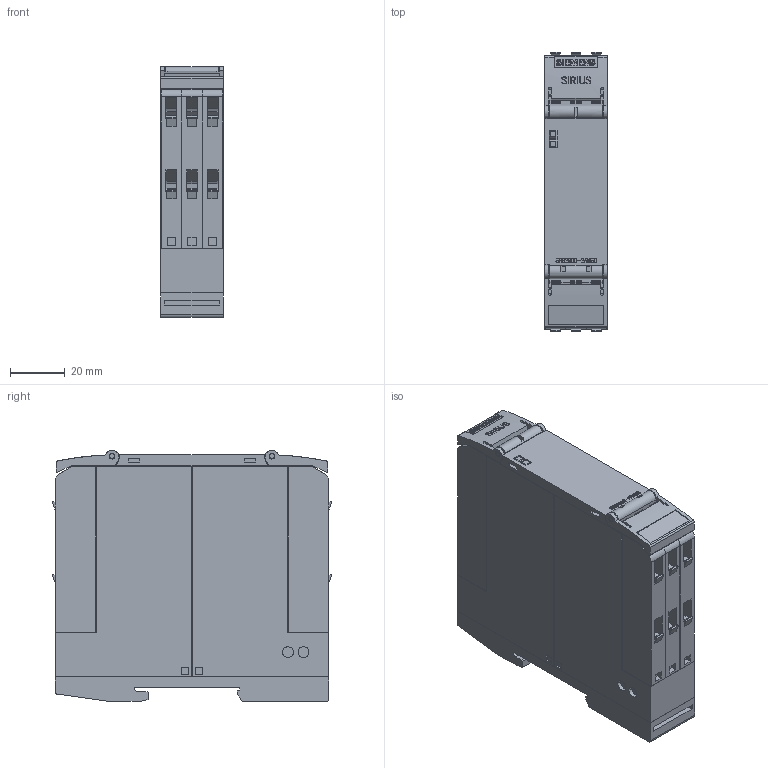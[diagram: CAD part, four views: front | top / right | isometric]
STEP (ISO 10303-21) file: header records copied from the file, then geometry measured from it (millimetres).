
FILE_DESCRIPTION(('STEP AP214'),'1');
FILE_NAME('cctmp_5A66595A-6178-4A77-A91C-1D8F46C20EA2_2023_07_21_11_07_00_0133..stp','2023-07-21T09:07:01',('SIEMENS A&D'),('CADClick - www.CADClick.com'),'Spatial InterOp 3D postprocessed',' ','unknown authorization');
FILE_SCHEMA(('AUTOMOTIVE_DESIGN'));
Length unit declared in the file: millimetre
Products named in the file (1): 2023_07_21_11_07_00_0096
Bounding box: 22.8 x 101.96 x 91.6 mm (x, y, z)
Volume: 190028.8 mm3; surface area: 52079.7 mm2
Topology: 1 solids, 1 shells, 1607 faces, 4548 edges, 3016 vertices
Faces by surface type: plane 1378, cylinder 213, torus 16
Entity records: 56827 total; most frequent: CARTESIAN_POINT 9730, ORIENTED_EDGE 9080, DIRECTION 8261, EDGE_CURVE 4540, LINE 3943, VECTOR 3943, VERTEX_POINT 3016, AXIS2_PLACEMENT_3D 2159
